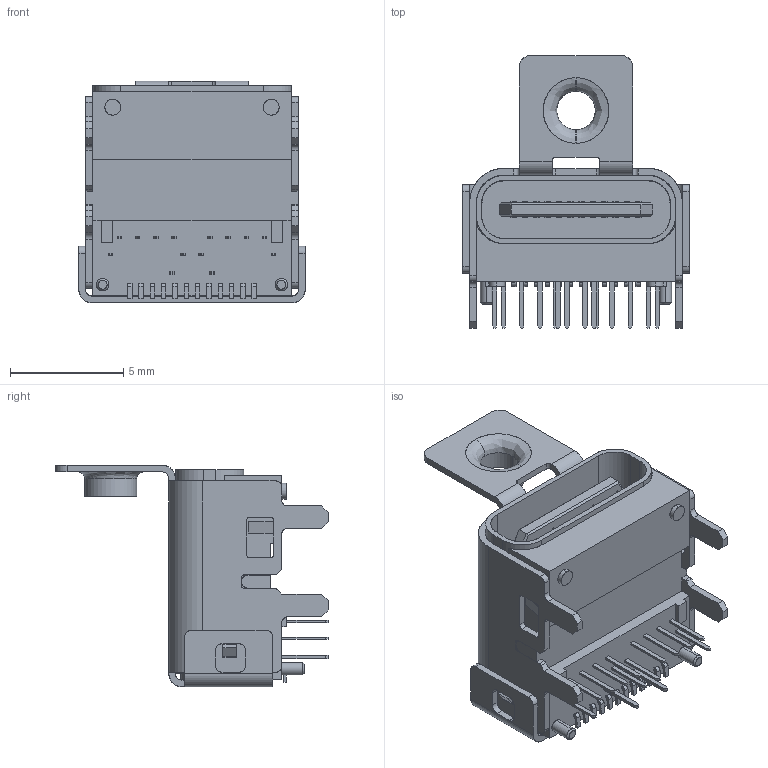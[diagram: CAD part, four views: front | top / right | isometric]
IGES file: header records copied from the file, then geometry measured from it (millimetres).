
Start section: SolidWorks IGES file using analytic representation for surfaces
Global section: file name: KUSBX-SMTTH-CSE-F2-BTR.IGS; native system: SolidWorks 2020; preprocessor: SolidWorks 2020; author: Dan; date: 200319.085102; units: millimetre
Bounding box: 10 x 12.05 x 9.8 mm (x, y, z)
Surface area: 1203.4 mm2 (no closed solid volume)
Topology: 0 solids, 0 shells, 639 faces, 4436 edges, 4436 vertices
Faces by surface type: bspline 521, revolution 118
